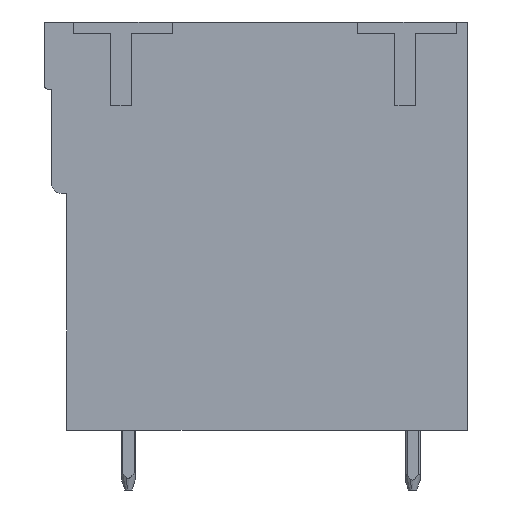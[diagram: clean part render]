
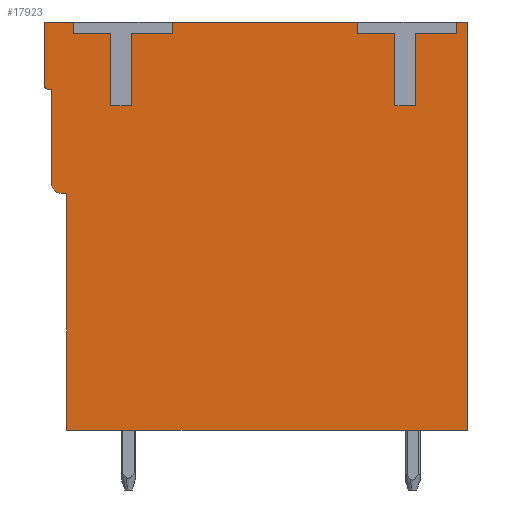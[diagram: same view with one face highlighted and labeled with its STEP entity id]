
A CAD part, left-side view. The second image highlights one B-rep face of the part: STEP entity #17923.
In plain terms, the highlighted planar face has unit normal (-1, 0, 0).
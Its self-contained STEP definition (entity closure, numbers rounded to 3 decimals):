
#16451=AXIS2_PLACEMENT_3D('Circle Axis2P3D',#16449,#16450,$) ;
#16523=AXIS2_PLACEMENT_3D('Circle Axis2P3D',#16521,#16522,$) ;
#17881=AXIS2_PLACEMENT_3D('Plane Axis2P3D',#17878,#17879,#17880) ;
#458=CARTESIAN_POINT('Vertex',(0.3,21.5,3.2)) ;
#461=CARTESIAN_POINT('Line Origine',(0.3,21.5,9.55)) ;
#465=CARTESIAN_POINT('Vertex',(0.3,21.5,15.9)) ;
#14967=CARTESIAN_POINT('Vertex',(0.3,5.9,25.1)) ;
#14970=CARTESIAN_POINT('Line Origine',(0.3,5.9,24.8)) ;
#14974=CARTESIAN_POINT('Vertex',(0.3,5.9,24.5)) ;
#14989=CARTESIAN_POINT('Line Origine',(0.3,4.9,24.5)) ;
#14993=CARTESIAN_POINT('Vertex',(0.3,3.9,24.5)) ;
#15008=CARTESIAN_POINT('Line Origine',(0.3,3.9,22.55)) ;
#15012=CARTESIAN_POINT('Vertex',(0.3,3.9,20.6)) ;
#15027=CARTESIAN_POINT('Line Origine',(0.3,3.35,20.6)) ;
#15031=CARTESIAN_POINT('Vertex',(0.3,2.8,20.6)) ;
#15046=CARTESIAN_POINT('Line Origine',(0.3,2.8,22.55)) ;
#15050=CARTESIAN_POINT('Vertex',(0.3,2.8,24.5)) ;
#15065=CARTESIAN_POINT('Line Origine',(0.3,1.7,24.5)) ;
#15069=CARTESIAN_POINT('Vertex',(0.3,0.6,24.5)) ;
#15084=CARTESIAN_POINT('Line Origine',(0.3,0.6,24.8)) ;
#15088=CARTESIAN_POINT('Vertex',(0.3,0.6,25.1)) ;
#15107=CARTESIAN_POINT('Vertex',(0.3,21.14,25.1)) ;
#15110=CARTESIAN_POINT('Line Origine',(0.3,21.14,24.8)) ;
#15114=CARTESIAN_POINT('Vertex',(0.3,21.14,24.5)) ;
#15129=CARTESIAN_POINT('Line Origine',(0.3,20.14,24.5)) ;
#15133=CARTESIAN_POINT('Vertex',(0.3,19.14,24.5)) ;
#15148=CARTESIAN_POINT('Line Origine',(0.3,19.14,22.55)) ;
#15152=CARTESIAN_POINT('Vertex',(0.3,19.14,20.6)) ;
#15167=CARTESIAN_POINT('Line Origine',(0.3,18.59,20.6)) ;
#15171=CARTESIAN_POINT('Vertex',(0.3,18.04,20.6)) ;
#15186=CARTESIAN_POINT('Line Origine',(0.3,18.04,22.55)) ;
#15190=CARTESIAN_POINT('Vertex',(0.3,18.04,24.5)) ;
#15205=CARTESIAN_POINT('Line Origine',(0.3,16.94,24.5)) ;
#15209=CARTESIAN_POINT('Vertex',(0.3,15.84,24.5)) ;
#15224=CARTESIAN_POINT('Line Origine',(0.3,15.84,24.8)) ;
#15228=CARTESIAN_POINT('Vertex',(0.3,15.84,25.1)) ;
#16425=CARTESIAN_POINT('Line Origine',(0.3,21.65,15.9)) ;
#16429=CARTESIAN_POINT('Vertex',(0.3,21.8,15.9)) ;
#16449=CARTESIAN_POINT('Axis2P3D Location',(0.3,21.8,16.4)) ;
#16453=CARTESIAN_POINT('Vertex',(0.3,22.3,16.4)) ;
#16473=CARTESIAN_POINT('Line Origine',(0.3,22.3,18.95)) ;
#16477=CARTESIAN_POINT('Vertex',(0.3,22.3,21.5)) ;
#16497=CARTESIAN_POINT('Line Origine',(0.3,22.4,21.5)) ;
#16501=CARTESIAN_POINT('Vertex',(0.3,22.5,21.5)) ;
#16521=CARTESIAN_POINT('Axis2P3D Location',(0.3,22.5,21.7)) ;
#16525=CARTESIAN_POINT('Vertex',(0.3,22.7,21.7)) ;
#16545=CARTESIAN_POINT('Line Origine',(0.3,22.7,23.4)) ;
#16549=CARTESIAN_POINT('Vertex',(0.3,22.7,25.1)) ;
#16569=CARTESIAN_POINT('Line Origine',(0.3,10.87,25.1)) ;
#16574=CARTESIAN_POINT('Line Origine',(0.3,0.3,25.1)) ;
#16578=CARTESIAN_POINT('Vertex',(0.3,0.,25.1)) ;
#16586=CARTESIAN_POINT('Line Origine',(0.3,21.92,25.1)) ;
#17878=CARTESIAN_POINT('Axis2P3D Location',(0.3,0.,0.)) ;
#17883=CARTESIAN_POINT('Line Origine',(0.3,10.75,3.2)) ;
#17887=CARTESIAN_POINT('Vertex',(0.3,0.,3.2)) ;
#17890=CARTESIAN_POINT('Line Origine',(0.3,0.,14.15)) ;
#462=DIRECTION('Vector Direction',(0.,0.,1.)) ;
#14971=DIRECTION('Vector Direction',(0.,0.,1.)) ;
#14990=DIRECTION('Vector Direction',(0.,1.,0.)) ;
#15009=DIRECTION('Vector Direction',(0.,0.,1.)) ;
#15028=DIRECTION('Vector Direction',(0.,1.,0.)) ;
#15047=DIRECTION('Vector Direction',(0.,0.,-1.)) ;
#15066=DIRECTION('Vector Direction',(0.,1.,0.)) ;
#15085=DIRECTION('Vector Direction',(0.,0.,-1.)) ;
#15111=DIRECTION('Vector Direction',(0.,0.,1.)) ;
#15130=DIRECTION('Vector Direction',(0.,1.,0.)) ;
#15149=DIRECTION('Vector Direction',(0.,0.,1.)) ;
#15168=DIRECTION('Vector Direction',(0.,1.,0.)) ;
#15187=DIRECTION('Vector Direction',(0.,0.,-1.)) ;
#15206=DIRECTION('Vector Direction',(0.,1.,0.)) ;
#15225=DIRECTION('Vector Direction',(0.,0.,-1.)) ;
#16426=DIRECTION('Vector Direction',(0.,1.,0.)) ;
#16450=DIRECTION('Axis2P3D Direction',(-1.,0.,0.)) ;
#16474=DIRECTION('Vector Direction',(0.,0.,1.)) ;
#16498=DIRECTION('Vector Direction',(0.,1.,0.)) ;
#16522=DIRECTION('Axis2P3D Direction',(-1.,0.,0.)) ;
#16546=DIRECTION('Vector Direction',(0.,0.,1.)) ;
#16570=DIRECTION('Vector Direction',(0.,-1.,0.)) ;
#16575=DIRECTION('Vector Direction',(0.,-1.,0.)) ;
#16587=DIRECTION('Vector Direction',(0.,-1.,0.)) ;
#17879=DIRECTION('Axis2P3D Direction',(-1.,0.,0.)) ;
#17880=DIRECTION('Axis2P3D XDirection',(0.,0.,1.)) ;
#17884=DIRECTION('Vector Direction',(0.,1.,0.)) ;
#17891=DIRECTION('Vector Direction',(0.,0.,-1.)) ;
#463=VECTOR('Line Direction',#462,1.) ;
#14972=VECTOR('Line Direction',#14971,1.) ;
#14991=VECTOR('Line Direction',#14990,1.) ;
#15010=VECTOR('Line Direction',#15009,1.) ;
#15029=VECTOR('Line Direction',#15028,1.) ;
#15048=VECTOR('Line Direction',#15047,1.) ;
#15067=VECTOR('Line Direction',#15066,1.) ;
#15086=VECTOR('Line Direction',#15085,1.) ;
#15112=VECTOR('Line Direction',#15111,1.) ;
#15131=VECTOR('Line Direction',#15130,1.) ;
#15150=VECTOR('Line Direction',#15149,1.) ;
#15169=VECTOR('Line Direction',#15168,1.) ;
#15188=VECTOR('Line Direction',#15187,1.) ;
#15207=VECTOR('Line Direction',#15206,1.) ;
#15226=VECTOR('Line Direction',#15225,1.) ;
#16427=VECTOR('Line Direction',#16426,1.) ;
#16475=VECTOR('Line Direction',#16474,1.) ;
#16499=VECTOR('Line Direction',#16498,1.) ;
#16547=VECTOR('Line Direction',#16546,1.) ;
#16571=VECTOR('Line Direction',#16570,1.) ;
#16576=VECTOR('Line Direction',#16575,1.) ;
#16588=VECTOR('Line Direction',#16587,1.) ;
#17885=VECTOR('Line Direction',#17884,1.) ;
#17892=VECTOR('Line Direction',#17891,1.) ;
#17896=ORIENTED_EDGE('',*,*,#16573,.T.) ;
#17897=ORIENTED_EDGE('',*,*,#15230,.F.) ;
#17898=ORIENTED_EDGE('',*,*,#15211,.F.) ;
#17899=ORIENTED_EDGE('',*,*,#15192,.F.) ;
#17900=ORIENTED_EDGE('',*,*,#15173,.F.) ;
#17901=ORIENTED_EDGE('',*,*,#15154,.F.) ;
#17902=ORIENTED_EDGE('',*,*,#15135,.F.) ;
#17903=ORIENTED_EDGE('',*,*,#15116,.F.) ;
#17904=ORIENTED_EDGE('',*,*,#16590,.T.) ;
#17905=ORIENTED_EDGE('',*,*,#16551,.T.) ;
#17906=ORIENTED_EDGE('',*,*,#16527,.T.) ;
#17907=ORIENTED_EDGE('',*,*,#16503,.T.) ;
#17908=ORIENTED_EDGE('',*,*,#16479,.T.) ;
#17909=ORIENTED_EDGE('',*,*,#16455,.T.) ;
#17910=ORIENTED_EDGE('',*,*,#16431,.T.) ;
#17911=ORIENTED_EDGE('',*,*,#467,.T.) ;
#17912=ORIENTED_EDGE('',*,*,#17889,.T.) ;
#17913=ORIENTED_EDGE('',*,*,#17894,.T.) ;
#17914=ORIENTED_EDGE('',*,*,#16580,.T.) ;
#17915=ORIENTED_EDGE('',*,*,#15090,.F.) ;
#17916=ORIENTED_EDGE('',*,*,#15071,.F.) ;
#17917=ORIENTED_EDGE('',*,*,#15052,.F.) ;
#17918=ORIENTED_EDGE('',*,*,#15033,.F.) ;
#17919=ORIENTED_EDGE('',*,*,#15014,.F.) ;
#17920=ORIENTED_EDGE('',*,*,#14995,.F.) ;
#17921=ORIENTED_EDGE('',*,*,#14976,.F.) ;
#17923=ADVANCED_FACE('HOUSING',(#17922),#17882,.T.) ;
#16452=CIRCLE('generated circle',#16451,0.5) ;
#16524=CIRCLE('generated circle',#16523,0.2) ;
#467=EDGE_CURVE('',#466,#459,#464,.F.) ;
#14976=EDGE_CURVE('',#14968,#14975,#14973,.F.) ;
#14995=EDGE_CURVE('',#14975,#14994,#14992,.F.) ;
#15014=EDGE_CURVE('',#14994,#15013,#15011,.F.) ;
#15033=EDGE_CURVE('',#15013,#15032,#15030,.F.) ;
#15052=EDGE_CURVE('',#15032,#15051,#15049,.F.) ;
#15071=EDGE_CURVE('',#15051,#15070,#15068,.F.) ;
#15090=EDGE_CURVE('',#15070,#15089,#15087,.F.) ;
#15116=EDGE_CURVE('',#15108,#15115,#15113,.F.) ;
#15135=EDGE_CURVE('',#15115,#15134,#15132,.F.) ;
#15154=EDGE_CURVE('',#15134,#15153,#15151,.F.) ;
#15173=EDGE_CURVE('',#15153,#15172,#15170,.F.) ;
#15192=EDGE_CURVE('',#15172,#15191,#15189,.F.) ;
#15211=EDGE_CURVE('',#15191,#15210,#15208,.F.) ;
#15230=EDGE_CURVE('',#15210,#15229,#15227,.F.) ;
#16431=EDGE_CURVE('',#16430,#466,#16428,.F.) ;
#16455=EDGE_CURVE('',#16454,#16430,#16452,.T.) ;
#16479=EDGE_CURVE('',#16478,#16454,#16476,.F.) ;
#16503=EDGE_CURVE('',#16502,#16478,#16500,.F.) ;
#16527=EDGE_CURVE('',#16526,#16502,#16524,.T.) ;
#16551=EDGE_CURVE('',#16550,#16526,#16548,.F.) ;
#16573=EDGE_CURVE('',#14968,#15229,#16572,.F.) ;
#16580=EDGE_CURVE('',#16579,#15089,#16577,.F.) ;
#16590=EDGE_CURVE('',#15108,#16550,#16589,.F.) ;
#17889=EDGE_CURVE('',#459,#17888,#17886,.F.) ;
#17894=EDGE_CURVE('',#17888,#16579,#17893,.F.) ;
#17895=EDGE_LOOP('',(#17896,#17897,#17898,#17899,#17900,#17901,#17902,#17903,#17904,#17905,#17906,#17907,#17908,#17909,#17910,#17911,#17912,#17913,#17914,#17915,#17916,#17917,#17918,#17919,#17920,#17921)) ;
#17922=FACE_OUTER_BOUND('',#17895,.T.) ;
#464=LINE('Line',#461,#463) ;
#14973=LINE('Line',#14970,#14972) ;
#14992=LINE('Line',#14989,#14991) ;
#15011=LINE('Line',#15008,#15010) ;
#15030=LINE('Line',#15027,#15029) ;
#15049=LINE('Line',#15046,#15048) ;
#15068=LINE('Line',#15065,#15067) ;
#15087=LINE('Line',#15084,#15086) ;
#15113=LINE('Line',#15110,#15112) ;
#15132=LINE('Line',#15129,#15131) ;
#15151=LINE('Line',#15148,#15150) ;
#15170=LINE('Line',#15167,#15169) ;
#15189=LINE('Line',#15186,#15188) ;
#15208=LINE('Line',#15205,#15207) ;
#15227=LINE('Line',#15224,#15226) ;
#16428=LINE('Line',#16425,#16427) ;
#16476=LINE('Line',#16473,#16475) ;
#16500=LINE('Line',#16497,#16499) ;
#16548=LINE('Line',#16545,#16547) ;
#16572=LINE('Line',#16569,#16571) ;
#16577=LINE('Line',#16574,#16576) ;
#16589=LINE('Line',#16586,#16588) ;
#17886=LINE('Line',#17883,#17885) ;
#17893=LINE('Line',#17890,#17892) ;
#17882=PLANE('',#17881) ;
#459=VERTEX_POINT('',#458) ;
#466=VERTEX_POINT('',#465) ;
#14968=VERTEX_POINT('',#14967) ;
#14975=VERTEX_POINT('',#14974) ;
#14994=VERTEX_POINT('',#14993) ;
#15013=VERTEX_POINT('',#15012) ;
#15032=VERTEX_POINT('',#15031) ;
#15051=VERTEX_POINT('',#15050) ;
#15070=VERTEX_POINT('',#15069) ;
#15089=VERTEX_POINT('',#15088) ;
#15108=VERTEX_POINT('',#15107) ;
#15115=VERTEX_POINT('',#15114) ;
#15134=VERTEX_POINT('',#15133) ;
#15153=VERTEX_POINT('',#15152) ;
#15172=VERTEX_POINT('',#15171) ;
#15191=VERTEX_POINT('',#15190) ;
#15210=VERTEX_POINT('',#15209) ;
#15229=VERTEX_POINT('',#15228) ;
#16430=VERTEX_POINT('',#16429) ;
#16454=VERTEX_POINT('',#16453) ;
#16478=VERTEX_POINT('',#16477) ;
#16502=VERTEX_POINT('',#16501) ;
#16526=VERTEX_POINT('',#16525) ;
#16550=VERTEX_POINT('',#16549) ;
#16579=VERTEX_POINT('',#16578) ;
#17888=VERTEX_POINT('',#17887) ;
